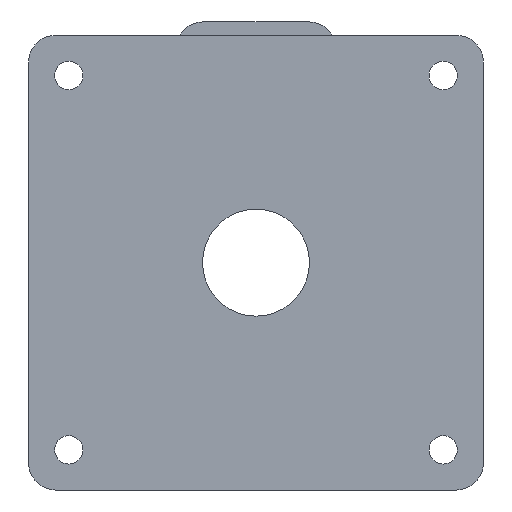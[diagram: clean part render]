
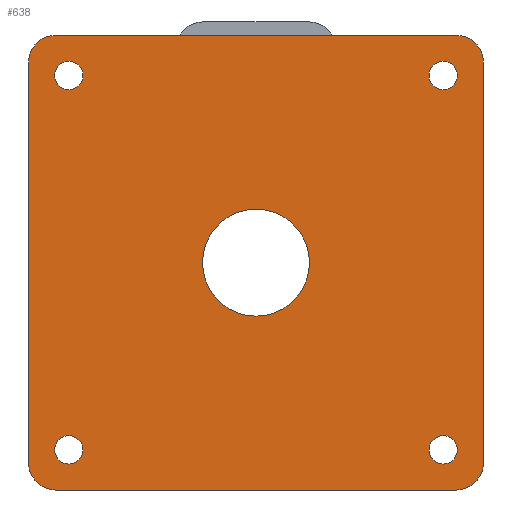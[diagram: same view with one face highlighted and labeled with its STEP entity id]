
A CAD part, front view. The second image highlights one B-rep face of the part: STEP entity #638.
In plain terms, the highlighted planar face has unit normal (0, -1, 0).
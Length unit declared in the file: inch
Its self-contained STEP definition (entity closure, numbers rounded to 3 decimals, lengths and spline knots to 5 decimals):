
#58=FACE_BOUND('',#139,.T.);
#59=FACE_BOUND('',#140,.T.);
#60=FACE_BOUND('',#141,.T.);
#61=FACE_BOUND('',#142,.T.);
#62=FACE_BOUND('',#143,.T.);
#101=FACE_OUTER_BOUND('',#138,.T.);
#138=EDGE_LOOP('',(#468,#469,#470,#471,#472,#473,#474,#475));
#139=EDGE_LOOP('',(#476));
#140=EDGE_LOOP('',(#477));
#141=EDGE_LOOP('',(#478));
#142=EDGE_LOOP('',(#479));
#143=EDGE_LOOP('',(#480));
#218=LINE('',#1018,#250);
#219=LINE('',#1022,#251);
#220=LINE('',#1026,#252);
#221=LINE('',#1029,#253);
#250=VECTOR('',#807,3.75);
#251=VECTOR('',#810,3.75);
#252=VECTOR('',#813,3.75);
#253=VECTOR('',#816,3.75);
#282=CIRCLE('',#712,0.25);
#283=CIRCLE('',#713,0.25);
#284=CIRCLE('',#714,0.25);
#285=CIRCLE('',#715,0.25);
#286=CIRCLE('',#716,0.1325);
#287=CIRCLE('',#717,0.1325);
#288=CIRCLE('',#718,0.1325);
#289=CIRCLE('',#719,0.5);
#290=CIRCLE('',#720,0.1325);
#328=VERTEX_POINT('',#1014);
#329=VERTEX_POINT('',#1015);
#330=VERTEX_POINT('',#1017);
#331=VERTEX_POINT('',#1019);
#332=VERTEX_POINT('',#1021);
#333=VERTEX_POINT('',#1023);
#334=VERTEX_POINT('',#1025);
#335=VERTEX_POINT('',#1027);
#336=VERTEX_POINT('',#1030);
#337=VERTEX_POINT('',#1032);
#338=VERTEX_POINT('',#1034);
#339=VERTEX_POINT('',#1036);
#340=VERTEX_POINT('',#1038);
#390=EDGE_CURVE('',#328,#329,#282,.T.);
#391=EDGE_CURVE('',#328,#330,#218,.T.);
#392=EDGE_CURVE('',#331,#330,#283,.T.);
#393=EDGE_CURVE('',#331,#332,#219,.T.);
#394=EDGE_CURVE('',#333,#332,#284,.T.);
#395=EDGE_CURVE('',#333,#334,#220,.T.);
#396=EDGE_CURVE('',#335,#334,#285,.T.);
#397=EDGE_CURVE('',#335,#329,#221,.T.);
#398=EDGE_CURVE('',#336,#336,#286,.T.);
#399=EDGE_CURVE('',#337,#337,#287,.T.);
#400=EDGE_CURVE('',#338,#338,#288,.T.);
#401=EDGE_CURVE('',#339,#339,#289,.T.);
#402=EDGE_CURVE('',#340,#340,#290,.T.);
#468=ORIENTED_EDGE('',*,*,#390,.F.);
#469=ORIENTED_EDGE('',*,*,#391,.T.);
#470=ORIENTED_EDGE('',*,*,#392,.F.);
#471=ORIENTED_EDGE('',*,*,#393,.T.);
#472=ORIENTED_EDGE('',*,*,#394,.F.);
#473=ORIENTED_EDGE('',*,*,#395,.T.);
#474=ORIENTED_EDGE('',*,*,#396,.F.);
#475=ORIENTED_EDGE('',*,*,#397,.T.);
#476=ORIENTED_EDGE('',*,*,#398,.F.);
#477=ORIENTED_EDGE('',*,*,#399,.F.);
#478=ORIENTED_EDGE('',*,*,#400,.F.);
#479=ORIENTED_EDGE('',*,*,#401,.F.);
#480=ORIENTED_EDGE('',*,*,#402,.F.);
#624=PLANE('',#711);
#638=ADVANCED_FACE('',(#101,#58,#59,#60,#61,#62),#624,.F.);
#711=AXIS2_PLACEMENT_3D('',#1013,#803,#804);
#712=AXIS2_PLACEMENT_3D('',#1016,#805,#806);
#713=AXIS2_PLACEMENT_3D('',#1020,#808,#809);
#714=AXIS2_PLACEMENT_3D('',#1024,#811,#812);
#715=AXIS2_PLACEMENT_3D('',#1028,#814,#815);
#716=AXIS2_PLACEMENT_3D('',#1031,#817,#818);
#717=AXIS2_PLACEMENT_3D('',#1033,#819,#820);
#718=AXIS2_PLACEMENT_3D('',#1035,#821,#822);
#719=AXIS2_PLACEMENT_3D('',#1037,#823,#824);
#720=AXIS2_PLACEMENT_3D('',#1039,#825,#826);
#803=DIRECTION('center_axis',(0.,1.,0.));
#804=DIRECTION('ref_axis',(1.,0.,0.));
#805=DIRECTION('center_axis',(0.,1.,0.));
#806=DIRECTION('ref_axis',(-1.,0.,0.));
#807=DIRECTION('',(0.,0.,-1.));
#808=DIRECTION('center_axis',(0.,1.,0.));
#809=DIRECTION('ref_axis',(0.,0.,-1.));
#810=DIRECTION('',(1.,0.,0.));
#811=DIRECTION('center_axis',(0.,1.,0.));
#812=DIRECTION('ref_axis',(1.,0.,0.));
#813=DIRECTION('',(0.,0.,1.));
#814=DIRECTION('center_axis',(0.,1.,0.));
#815=DIRECTION('ref_axis',(0.,0.,1.));
#816=DIRECTION('',(-1.,0.,0.));
#817=DIRECTION('center_axis',(0.,-1.,0.));
#818=DIRECTION('ref_axis',(1.,0.,0.));
#819=DIRECTION('center_axis',(0.,-1.,0.));
#820=DIRECTION('ref_axis',(1.,0.,0.));
#821=DIRECTION('center_axis',(0.,-1.,0.));
#822=DIRECTION('ref_axis',(1.,0.,0.));
#823=DIRECTION('center_axis',(0.,-1.,0.));
#824=DIRECTION('ref_axis',(1.,0.,0.));
#825=DIRECTION('center_axis',(0.,-1.,0.));
#826=DIRECTION('ref_axis',(1.,0.,0.));
#1013=CARTESIAN_POINT('Origin',(0.,0.,0.));
#1014=CARTESIAN_POINT('',(-2.125,0.,1.875));
#1015=CARTESIAN_POINT('',(-1.875,0.,2.125));
#1016=CARTESIAN_POINT('Origin',(-1.875,0.,1.875));
#1017=CARTESIAN_POINT('',(-2.125,0.,-1.875));
#1018=CARTESIAN_POINT('',(-2.125,0.,1.875));
#1019=CARTESIAN_POINT('',(-1.875,0.,-2.125));
#1020=CARTESIAN_POINT('Origin',(-1.875,0.,-1.875));
#1021=CARTESIAN_POINT('',(1.875,0.,-2.125));
#1022=CARTESIAN_POINT('',(-1.875,0.,-2.125));
#1023=CARTESIAN_POINT('',(2.125,0.,-1.875));
#1024=CARTESIAN_POINT('Origin',(1.875,0.,-1.875));
#1025=CARTESIAN_POINT('',(2.125,0.,1.875));
#1026=CARTESIAN_POINT('',(2.125,0.,-1.875));
#1027=CARTESIAN_POINT('',(1.875,0.,2.125));
#1028=CARTESIAN_POINT('Origin',(1.875,0.,1.875));
#1029=CARTESIAN_POINT('',(1.875,0.,2.125));
#1030=CARTESIAN_POINT('',(-1.6175,0.,1.75));
#1031=CARTESIAN_POINT('Origin',(-1.75,0.,1.75));
#1032=CARTESIAN_POINT('',(1.8825,0.,1.75));
#1033=CARTESIAN_POINT('Origin',(1.75,0.,1.75));
#1034=CARTESIAN_POINT('',(1.8825,0.,-1.75));
#1035=CARTESIAN_POINT('Origin',(1.75,0.,-1.75));
#1036=CARTESIAN_POINT('',(0.5,0.,0.));
#1037=CARTESIAN_POINT('Origin',(0.,0.,0.));
#1038=CARTESIAN_POINT('',(-1.6175,0.,-1.75));
#1039=CARTESIAN_POINT('Origin',(-1.75,0.,-1.75));
